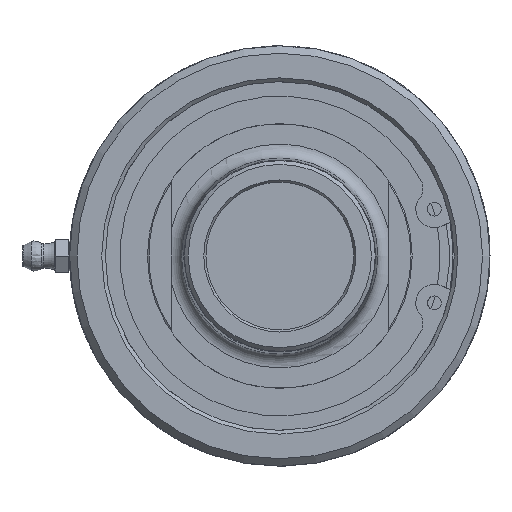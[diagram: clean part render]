
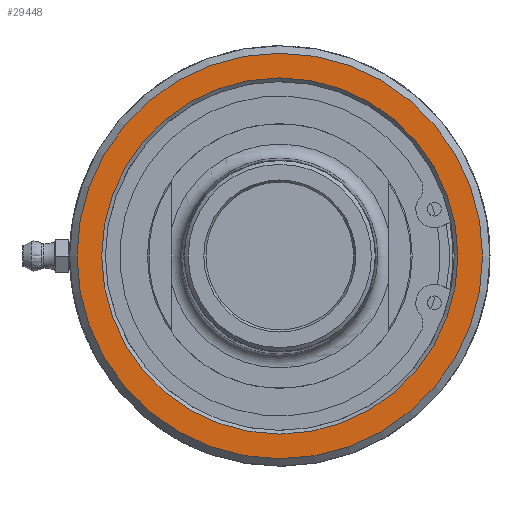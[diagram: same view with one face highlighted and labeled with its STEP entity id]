
A CAD part, left-side view. The second image highlights one B-rep face of the part: STEP entity #29448.
In plain terms, the highlighted planar face has unit normal (-1, 0, 0).
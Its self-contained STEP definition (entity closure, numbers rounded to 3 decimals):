
#249=FACE_BOUND('',#8617,.T.);
#833=PLANE('',#31151);
#6814=FACE_OUTER_BOUND('',#8616,.T.);
#8616=EDGE_LOOP('',(#26767));
#8617=EDGE_LOOP('',(#26768));
#9560=CIRCLE('',#31150,38.34);
#9561=CIRCLE('',#31152,43.65);
#14045=VERTEX_POINT('',#67208);
#14046=VERTEX_POINT('',#67212);
#18324=EDGE_CURVE('',#14045,#14045,#9560,.T.);
#18325=EDGE_CURVE('',#14046,#14046,#9561,.T.);
#26767=ORIENTED_EDGE('',*,*,#18325,.F.);
#26768=ORIENTED_EDGE('',*,*,#18324,.F.);
#29448=ADVANCED_FACE('',(#6814,#249),#833,.F.);
#31150=AXIS2_PLACEMENT_3D('',#67210,#36219,#36220);
#31151=AXIS2_PLACEMENT_3D('',#67211,#36221,#36222);
#31152=AXIS2_PLACEMENT_3D('',#67213,#36223,#36224);
#36219=DIRECTION('center_axis',(-1.,0.,0.));
#36220=DIRECTION('ref_axis',(0.,-1.,0.));
#36221=DIRECTION('center_axis',(1.,0.,0.));
#36222=DIRECTION('ref_axis',(0.,0.,-1.));
#36223=DIRECTION('center_axis',(1.,0.,0.));
#36224=DIRECTION('ref_axis',(0.,1.,0.));
#67208=CARTESIAN_POINT('',(-6.8,38.34,0.));
#67210=CARTESIAN_POINT('Origin',(-6.8,0.,0.));
#67211=CARTESIAN_POINT('Origin',(-6.8,47.988,0.));
#67212=CARTESIAN_POINT('',(-6.8,-43.65,0.));
#67213=CARTESIAN_POINT('Origin',(-6.8,0.,0.));
